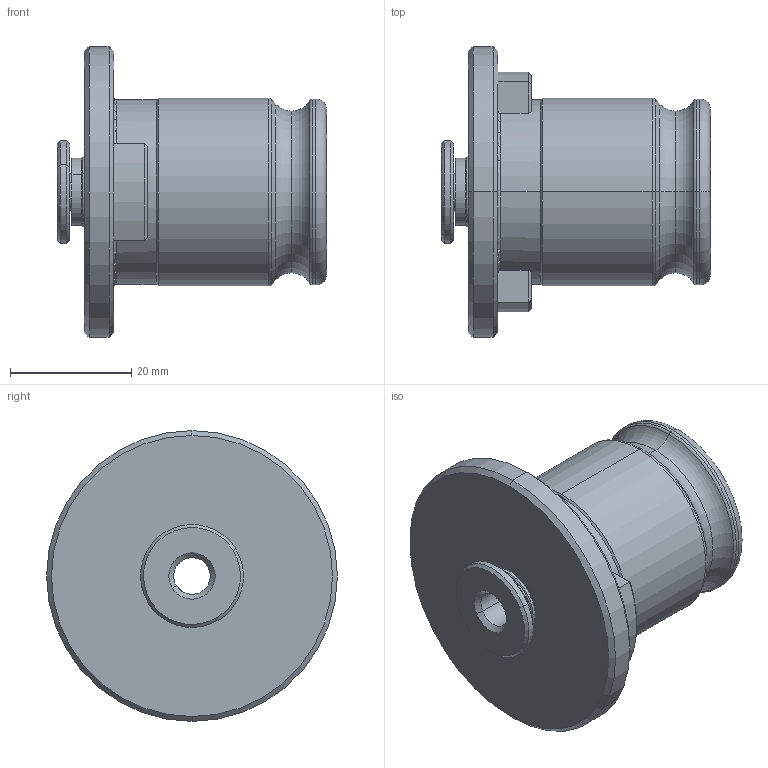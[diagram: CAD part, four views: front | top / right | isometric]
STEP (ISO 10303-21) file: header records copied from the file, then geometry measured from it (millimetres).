
FILE_DESCRIPTION (( 'STEP AP203' ), '1' );
FILE_NAME ('25-S.16.02.649.STEP', '2019-04-16T05:42:16', ( 'Acer' ), ( '' ), 'SwSTEP 2.0', 'SolidWorks 2018', '' );
FILE_SCHEMA (( 'CONFIG_CONTROL_DESIGN' ));
Length unit declared in the file: millimetre
Products named in the file (1): 25-S.16.02.649
Bounding box: 44.43 x 48 x 48 mm (x, y, z)
Surface area: 9046.7 mm2 (no closed solid volume)
Topology: 0 solids, 3 shells, 69 faces, 168 edges, 103 vertices
Faces by surface type: cylinder 20, cone 18, torus 17, plane 14
Entity records: 2259 total; most frequent: CARTESIAN_POINT 542, DIRECTION 380, ORIENTED_EDGE 312, EDGE_CURVE 168, AXIS2_PLACEMENT_3D 163, VERTEX_POINT 103, CIRCLE 93, EDGE_LOOP 76
